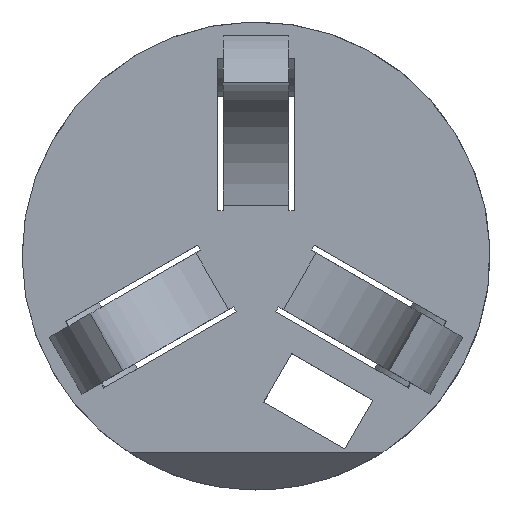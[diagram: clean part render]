
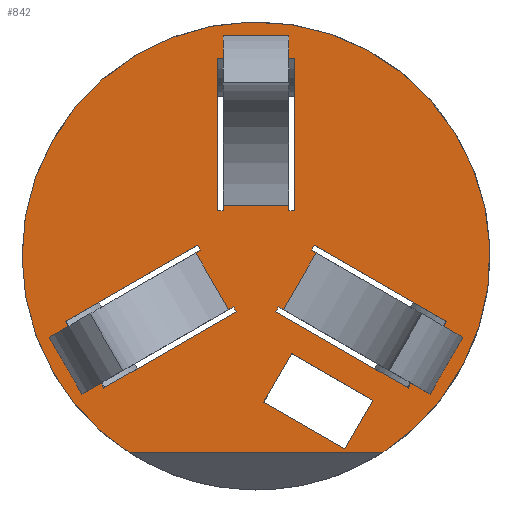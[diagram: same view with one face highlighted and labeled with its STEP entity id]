
A CAD part, top view. The second image highlights one B-rep face of the part: STEP entity #842.
In plain terms, the highlighted planar face has unit normal (0, 0, 1).
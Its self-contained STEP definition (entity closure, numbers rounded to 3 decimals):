
#34=FACE_BOUND('',#132,.T.);
#35=FACE_BOUND('',#133,.T.);
#36=FACE_BOUND('',#134,.T.);
#37=FACE_BOUND('',#135,.T.);
#42=CIRCLE('',#902,12.5);
#43=CIRCLE('',#903,12.5);
#87=FACE_OUTER_BOUND('',#131,.T.);
#131=EDGE_LOOP('',(#578,#579,#580));
#132=EDGE_LOOP('',(#581,#582,#583,#584));
#133=EDGE_LOOP('',(#585,#586,#587,#588,#589,#590,#591,#592));
#134=EDGE_LOOP('',(#593,#594,#595,#596,#597,#598,#599,#600));
#135=EDGE_LOOP('',(#601,#602,#603,#604,#605,#606,#607,#608));
#180=LINE('',#1243,#266);
#184=LINE('',#1250,#270);
#187=LINE('',#1256,#273);
#189=LINE('',#1259,#275);
#190=LINE('',#1264,#276);
#191=LINE('',#1271,#277);
#192=LINE('',#1273,#278);
#193=LINE('',#1275,#279);
#194=LINE('',#1277,#280);
#195=LINE('',#1279,#281);
#196=LINE('',#1281,#282);
#197=LINE('',#1283,#283);
#198=LINE('',#1284,#284);
#199=LINE('',#1287,#285);
#200=LINE('',#1289,#286);
#201=LINE('',#1291,#287);
#202=LINE('',#1293,#288);
#203=LINE('',#1295,#289);
#204=LINE('',#1297,#290);
#205=LINE('',#1299,#291);
#206=LINE('',#1300,#292);
#207=LINE('',#1303,#293);
#208=LINE('',#1305,#294);
#209=LINE('',#1307,#295);
#210=LINE('',#1309,#296);
#211=LINE('',#1311,#297);
#212=LINE('',#1313,#298);
#213=LINE('',#1315,#299);
#214=LINE('',#1316,#300);
#266=VECTOR('',#985,10.);
#270=VECTOR('',#991,10.);
#273=VECTOR('',#996,10.);
#275=VECTOR('',#1000,10.);
#276=VECTOR('',#1005,10.);
#277=VECTOR('',#1012,10.);
#278=VECTOR('',#1013,10.);
#279=VECTOR('',#1014,10.);
#280=VECTOR('',#1015,10.);
#281=VECTOR('',#1016,10.);
#282=VECTOR('',#1017,10.);
#283=VECTOR('',#1018,10.);
#284=VECTOR('',#1019,10.);
#285=VECTOR('',#1020,10.);
#286=VECTOR('',#1021,10.);
#287=VECTOR('',#1022,10.);
#288=VECTOR('',#1023,10.);
#289=VECTOR('',#1024,10.);
#290=VECTOR('',#1025,10.);
#291=VECTOR('',#1026,10.);
#292=VECTOR('',#1027,10.);
#293=VECTOR('',#1028,10.);
#294=VECTOR('',#1029,10.);
#295=VECTOR('',#1030,10.);
#296=VECTOR('',#1031,10.);
#297=VECTOR('',#1032,10.);
#298=VECTOR('',#1033,10.);
#299=VECTOR('',#1034,10.);
#300=VECTOR('',#1035,10.);
#352=VERTEX_POINT('',#1240);
#353=VERTEX_POINT('',#1242);
#355=VERTEX_POINT('',#1248);
#357=VERTEX_POINT('',#1254);
#358=VERTEX_POINT('',#1261);
#359=VERTEX_POINT('',#1262);
#360=VERTEX_POINT('',#1266);
#361=VERTEX_POINT('',#1269);
#362=VERTEX_POINT('',#1270);
#363=VERTEX_POINT('',#1272);
#364=VERTEX_POINT('',#1274);
#365=VERTEX_POINT('',#1276);
#366=VERTEX_POINT('',#1278);
#367=VERTEX_POINT('',#1280);
#368=VERTEX_POINT('',#1282);
#369=VERTEX_POINT('',#1285);
#370=VERTEX_POINT('',#1286);
#371=VERTEX_POINT('',#1288);
#372=VERTEX_POINT('',#1290);
#373=VERTEX_POINT('',#1292);
#374=VERTEX_POINT('',#1294);
#375=VERTEX_POINT('',#1296);
#376=VERTEX_POINT('',#1298);
#377=VERTEX_POINT('',#1301);
#378=VERTEX_POINT('',#1302);
#379=VERTEX_POINT('',#1304);
#380=VERTEX_POINT('',#1306);
#381=VERTEX_POINT('',#1308);
#382=VERTEX_POINT('',#1310);
#383=VERTEX_POINT('',#1312);
#384=VERTEX_POINT('',#1314);
#436=EDGE_CURVE('',#353,#352,#180,.T.);
#440=EDGE_CURVE('',#352,#355,#184,.T.);
#443=EDGE_CURVE('',#355,#357,#187,.T.);
#445=EDGE_CURVE('',#357,#353,#189,.T.);
#447=EDGE_CURVE('',#359,#358,#190,.T.);
#448=EDGE_CURVE('',#358,#360,#42,.T.);
#449=EDGE_CURVE('',#360,#359,#43,.T.);
#450=EDGE_CURVE('',#361,#362,#191,.T.);
#451=EDGE_CURVE('',#362,#363,#192,.T.);
#452=EDGE_CURVE('',#363,#364,#193,.T.);
#453=EDGE_CURVE('',#364,#365,#194,.T.);
#454=EDGE_CURVE('',#366,#365,#195,.T.);
#455=EDGE_CURVE('',#367,#366,#196,.T.);
#456=EDGE_CURVE('',#367,#368,#197,.T.);
#457=EDGE_CURVE('',#368,#361,#198,.T.);
#458=EDGE_CURVE('',#369,#370,#199,.T.);
#459=EDGE_CURVE('',#370,#371,#200,.T.);
#460=EDGE_CURVE('',#371,#372,#201,.T.);
#461=EDGE_CURVE('',#372,#373,#202,.T.);
#462=EDGE_CURVE('',#374,#373,#203,.T.);
#463=EDGE_CURVE('',#375,#374,#204,.T.);
#464=EDGE_CURVE('',#375,#376,#205,.T.);
#465=EDGE_CURVE('',#376,#369,#206,.T.);
#466=EDGE_CURVE('',#377,#378,#207,.T.);
#467=EDGE_CURVE('',#378,#379,#208,.T.);
#468=EDGE_CURVE('',#379,#380,#209,.T.);
#469=EDGE_CURVE('',#380,#381,#210,.T.);
#470=EDGE_CURVE('',#382,#381,#211,.T.);
#471=EDGE_CURVE('',#383,#382,#212,.T.);
#472=EDGE_CURVE('',#383,#384,#213,.T.);
#473=EDGE_CURVE('',#384,#377,#214,.T.);
#578=ORIENTED_EDGE('',*,*,#447,.T.);
#579=ORIENTED_EDGE('',*,*,#448,.T.);
#580=ORIENTED_EDGE('',*,*,#449,.T.);
#581=ORIENTED_EDGE('',*,*,#436,.T.);
#582=ORIENTED_EDGE('',*,*,#440,.T.);
#583=ORIENTED_EDGE('',*,*,#443,.T.);
#584=ORIENTED_EDGE('',*,*,#445,.T.);
#585=ORIENTED_EDGE('',*,*,#450,.T.);
#586=ORIENTED_EDGE('',*,*,#451,.T.);
#587=ORIENTED_EDGE('',*,*,#452,.T.);
#588=ORIENTED_EDGE('',*,*,#453,.T.);
#589=ORIENTED_EDGE('',*,*,#454,.F.);
#590=ORIENTED_EDGE('',*,*,#455,.F.);
#591=ORIENTED_EDGE('',*,*,#456,.T.);
#592=ORIENTED_EDGE('',*,*,#457,.T.);
#593=ORIENTED_EDGE('',*,*,#458,.T.);
#594=ORIENTED_EDGE('',*,*,#459,.T.);
#595=ORIENTED_EDGE('',*,*,#460,.T.);
#596=ORIENTED_EDGE('',*,*,#461,.T.);
#597=ORIENTED_EDGE('',*,*,#462,.F.);
#598=ORIENTED_EDGE('',*,*,#463,.F.);
#599=ORIENTED_EDGE('',*,*,#464,.T.);
#600=ORIENTED_EDGE('',*,*,#465,.T.);
#601=ORIENTED_EDGE('',*,*,#466,.T.);
#602=ORIENTED_EDGE('',*,*,#467,.T.);
#603=ORIENTED_EDGE('',*,*,#468,.T.);
#604=ORIENTED_EDGE('',*,*,#469,.T.);
#605=ORIENTED_EDGE('',*,*,#470,.F.);
#606=ORIENTED_EDGE('',*,*,#471,.F.);
#607=ORIENTED_EDGE('',*,*,#472,.T.);
#608=ORIENTED_EDGE('',*,*,#473,.T.);
#817=PLANE('',#901);
#842=ADVANCED_FACE('',(#87,#34,#35,#36,#37),#817,.T.);
#901=AXIS2_PLACEMENT_3D('',#1265,#1006,#1007);
#902=AXIS2_PLACEMENT_3D('',#1267,#1008,#1009);
#903=AXIS2_PLACEMENT_3D('',#1268,#1010,#1011);
#985=DIRECTION('',(0.866,-0.5,0.));
#991=DIRECTION('',(-0.5,-0.866,0.));
#996=DIRECTION('',(-0.866,0.5,0.));
#1000=DIRECTION('',(0.5,0.866,0.));
#1005=DIRECTION('',(1.,0.,0.));
#1006=DIRECTION('center_axis',(0.,0.,1.));
#1007=DIRECTION('ref_axis',(1.,0.,0.));
#1008=DIRECTION('center_axis',(0.,0.,1.));
#1009=DIRECTION('ref_axis',(0.866,0.5,0.));
#1010=DIRECTION('center_axis',(0.,0.,1.));
#1011=DIRECTION('ref_axis',(0.866,0.5,0.));
#1012=DIRECTION('',(0.,1.,0.));
#1013=DIRECTION('',(1.,0.,0.));
#1014=DIRECTION('',(0.,-1.,0.));
#1015=DIRECTION('',(-1.,0.,0.));
#1016=DIRECTION('',(0.,-1.,0.));
#1017=DIRECTION('',(1.,0.,0.));
#1018=DIRECTION('',(0.,-1.,0.));
#1019=DIRECTION('',(-1.,0.,0.));
#1020=DIRECTION('',(-0.866,-0.5,0.));
#1021=DIRECTION('',(-0.5,0.866,0.));
#1022=DIRECTION('',(0.866,0.5,0.));
#1023=DIRECTION('',(0.5,-0.866,0.));
#1024=DIRECTION('',(0.866,0.5,0.));
#1025=DIRECTION('',(-0.5,0.866,0.));
#1026=DIRECTION('',(0.866,0.5,0.));
#1027=DIRECTION('',(0.5,-0.866,0.));
#1028=DIRECTION('',(0.866,-0.5,0.));
#1029=DIRECTION('',(-0.5,-0.866,0.));
#1030=DIRECTION('',(-0.866,0.5,0.));
#1031=DIRECTION('',(0.5,0.866,0.));
#1032=DIRECTION('',(-0.866,0.5,0.));
#1033=DIRECTION('',(-0.5,-0.866,0.));
#1034=DIRECTION('',(-0.866,0.5,0.));
#1035=DIRECTION('',(0.5,0.866,0.));
#1240=CARTESIAN_POINT('',(6.247,-7.706,3.));
#1242=CARTESIAN_POINT('',(1.917,-5.206,3.));
#1243=CARTESIAN_POINT('',(0.883,-4.609,3.));
#1248=CARTESIAN_POINT('',(4.747,-10.304,3.));
#1250=CARTESIAN_POINT('',(7.738,-5.124,3.));
#1254=CARTESIAN_POINT('',(0.417,-7.804,3.));
#1256=CARTESIAN_POINT('',(-2.782,-5.957,3.));
#1259=CARTESIAN_POINT('',(4.158,-1.325,3.));
#1261=CARTESIAN_POINT('',(6.782,-10.5,3.));
#1262=CARTESIAN_POINT('',(-6.782,-10.5,3.));
#1264=CARTESIAN_POINT('',(-0.25,-10.5,3.));
#1265=CARTESIAN_POINT('Origin',(0.,6.25,3.));
#1266=CARTESIAN_POINT('',(-10.825,-6.25,3.));
#1267=CARTESIAN_POINT('Origin',(0.,0.,3.));
#1268=CARTESIAN_POINT('Origin',(0.,0.,3.));
#1269=CARTESIAN_POINT('',(-2.05,2.402,3.));
#1270=CARTESIAN_POINT('',(-2.05,10.564,3.));
#1271=CARTESIAN_POINT('',(-2.05,6.745,3.));
#1272=CARTESIAN_POINT('',(2.05,10.564,3.));
#1273=CARTESIAN_POINT('',(0.,10.564,3.));
#1274=CARTESIAN_POINT('',(2.05,2.402,3.));
#1275=CARTESIAN_POINT('',(2.05,6.745,3.));
#1276=CARTESIAN_POINT('',(1.75,2.402,3.));
#1277=CARTESIAN_POINT('',(0.,2.402,3.));
#1278=CARTESIAN_POINT('',(1.75,2.702,3.));
#1279=CARTESIAN_POINT('',(1.75,2.702,3.));
#1280=CARTESIAN_POINT('',(-1.75,2.702,3.));
#1281=CARTESIAN_POINT('',(0.,2.702,3.));
#1282=CARTESIAN_POINT('',(-1.75,2.402,3.));
#1283=CARTESIAN_POINT('',(-1.75,2.702,3.));
#1284=CARTESIAN_POINT('',(0.,2.402,3.));
#1285=CARTESIAN_POINT('',(-1.055,-2.976,3.));
#1286=CARTESIAN_POINT('',(-8.124,-7.057,3.));
#1287=CARTESIAN_POINT('',(-4.816,-5.148,3.));
#1288=CARTESIAN_POINT('',(-10.174,-3.507,3.));
#1289=CARTESIAN_POINT('',(-9.149,-5.282,3.));
#1290=CARTESIAN_POINT('',(-3.105,0.574,3.));
#1291=CARTESIAN_POINT('',(-6.866,-1.597,3.));
#1292=CARTESIAN_POINT('',(-2.955,0.314,3.));
#1293=CARTESIAN_POINT('',(-2.08,-1.201,3.));
#1294=CARTESIAN_POINT('',(-3.215,0.164,3.));
#1295=CARTESIAN_POINT('',(-3.215,0.164,3.));
#1296=CARTESIAN_POINT('',(-1.465,-2.867,3.));
#1297=CARTESIAN_POINT('',(-2.34,-1.351,3.));
#1298=CARTESIAN_POINT('',(-1.205,-2.717,3.));
#1299=CARTESIAN_POINT('',(-1.465,-2.867,3.));
#1300=CARTESIAN_POINT('',(-2.08,-1.201,3.));
#1301=CARTESIAN_POINT('',(3.105,0.574,3.));
#1302=CARTESIAN_POINT('',(10.174,-3.507,3.));
#1303=CARTESIAN_POINT('',(6.866,-1.597,3.));
#1304=CARTESIAN_POINT('',(8.124,-7.057,3.));
#1305=CARTESIAN_POINT('',(9.149,-5.282,3.));
#1306=CARTESIAN_POINT('',(1.055,-2.976,3.));
#1307=CARTESIAN_POINT('',(4.816,-5.148,3.));
#1308=CARTESIAN_POINT('',(1.205,-2.717,3.));
#1309=CARTESIAN_POINT('',(2.08,-1.201,3.));
#1310=CARTESIAN_POINT('',(1.465,-2.867,3.));
#1311=CARTESIAN_POINT('',(1.465,-2.867,3.));
#1312=CARTESIAN_POINT('',(3.215,0.164,3.));
#1313=CARTESIAN_POINT('',(2.34,-1.351,3.));
#1314=CARTESIAN_POINT('',(2.955,0.314,3.));
#1315=CARTESIAN_POINT('',(3.215,0.164,3.));
#1316=CARTESIAN_POINT('',(2.08,-1.201,3.));
